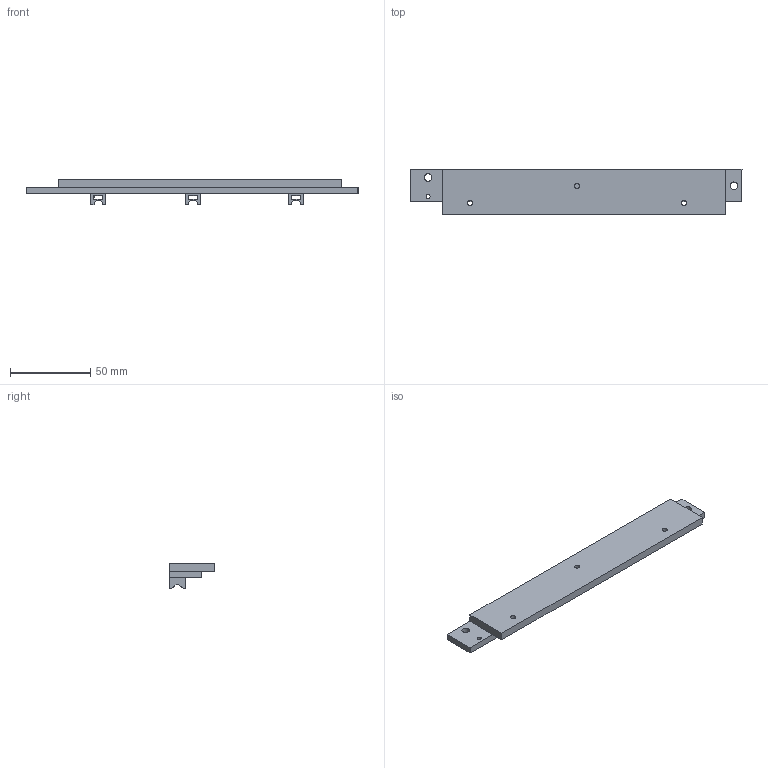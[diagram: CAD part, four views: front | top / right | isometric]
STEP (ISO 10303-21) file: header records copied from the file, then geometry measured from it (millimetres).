
FILE_DESCRIPTION(('HOOPS Exchange Step'),'2;1');
FILE_NAME('Foundation Right Camera Mount.stp','2026-02-08T21:48:56+19:00',('RED'),('Unknown organisation'),'HOOPS Exchange 2025.8','HOOPS Exchange','Unknown authorisation');
FILE_SCHEMA( ('AP203_CONFIGURATION_CONTROLLED_3D_DESIGN_OF_MECHANICAL_PARTS_AND_ASSEMBLIES_MIM_LF') );
Length unit declared in the file: millimetre
Products named in the file (2): 0; root
Assembly tree (1 placements, depth 2):
  root
    0
Bounding box: 206.3 x 28.06 x 16 mm (x, y, z)
Volume: 42108.3 mm3; surface area: 16238.8 mm2
Topology: 1 solids, 1 shells, 135 faces, 376 edges, 242 vertices
Faces by surface type: plane 129, cylinder 6
Full cylindrical faces by diameter (mm): 2.5 x1, 3.2 x3, 4.7 x2
Entity records: 4324 total; most frequent: CARTESIAN_POINT 762, ORIENTED_EDGE 758, DIRECTION 678, EDGE_CURVE 379, VECTOR 356, LINE 356, VERTEX_POINT 245, AXIS2_PLACEMENT_3D 161
